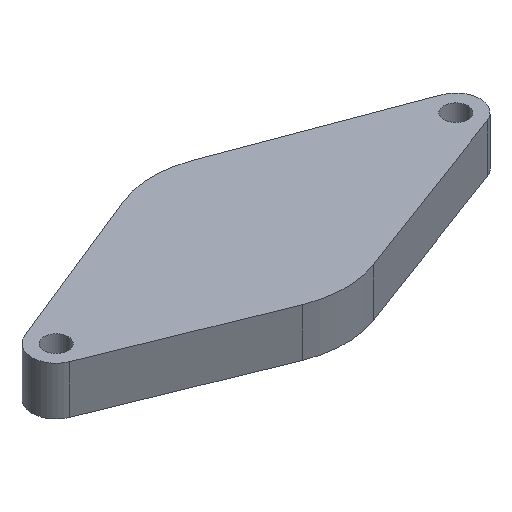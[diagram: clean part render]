
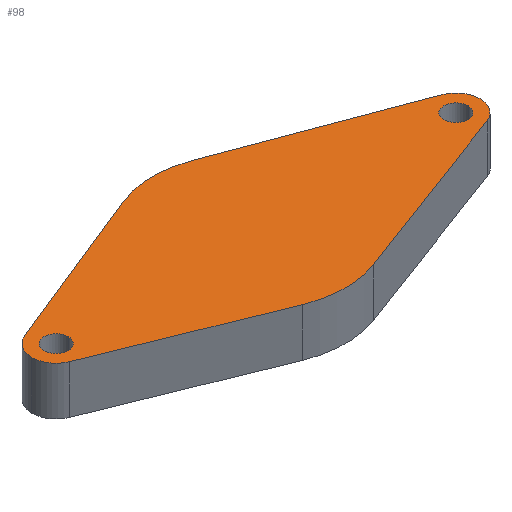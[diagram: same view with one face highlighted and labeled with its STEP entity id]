
A CAD part, isometric view. The second image highlights one B-rep face of the part: STEP entity #98.
In plain terms, the highlighted planar face has unit normal (0, 0, 1).
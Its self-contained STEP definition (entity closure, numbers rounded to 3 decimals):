
#3 = AXIS2_PLACEMENT_3D ( 'NONE', #443, #404, #45 ) ;
#4 = DIRECTION ( 'NONE',  ( -0.927, -0.375, 0. ) ) ;
#7 = CIRCLE ( 'NONE', #342, 5. ) ;
#11 = FACE_BOUND ( 'NONE', #362, .T. ) ;
#20 = AXIS2_PLACEMENT_3D ( 'NONE', #428, #261, #28 ) ;
#21 = CIRCLE ( 'NONE', #44, 5. ) ;
#25 = EDGE_LOOP ( 'NONE', ( #59, #429 ) ) ;
#26 = DIRECTION ( 'NONE',  ( 1., 0., 0. ) ) ;
#27 = EDGE_CURVE ( 'NONE', #36, #397, #7, .T. ) ;
#28 = DIRECTION ( 'NONE',  ( 1., 0., 0. ) ) ;
#32 = LINE ( 'NONE', #187, #315 ) ;
#36 = VERTEX_POINT ( 'NONE', #399 ) ;
#43 = CARTESIAN_POINT ( 'NONE',  ( -40., 0., 10. ) ) ;
#44 = AXIS2_PLACEMENT_3D ( 'NONE', #483, #248, #26 ) ;
#45 = DIRECTION ( 'NONE',  ( 1., 0., 0. ) ) ;
#50 = FACE_BOUND ( 'NONE', #25, .T. ) ;
#53 = CIRCLE ( 'NONE', #134, 2.5 ) ;
#56 = DIRECTION ( 'NONE',  ( 0., 0., 1. ) ) ;
#59 = ORIENTED_EDGE ( 'NONE', *, *, #186, .F. ) ;
#69 = EDGE_CURVE ( 'NONE', #152, #268, #337, .T. ) ;
#84 = AXIS2_PLACEMENT_3D ( 'NONE', #500, #348, #266 ) ;
#89 = CARTESIAN_POINT ( 'NONE',  ( -7.5, 18.54, 10. ) ) ;
#98 = ADVANCED_FACE ( 'NONE', ( #11, #293, #50 ), #124, .T. ) ;
#101 = CARTESIAN_POINT ( 'NONE',  ( -41.875, 4.635, 10. ) ) ;
#105 = VERTEX_POINT ( 'NONE', #121 ) ;
#115 = AXIS2_PLACEMENT_3D ( 'NONE', #333, #56, #290 ) ;
#118 = ORIENTED_EDGE ( 'NONE', *, *, #430, .T. ) ;
#121 = CARTESIAN_POINT ( 'NONE',  ( 6.998, 18.736, 10. ) ) ;
#124 = PLANE ( 'NONE',  #366 ) ;
#132 = CARTESIAN_POINT ( 'NONE',  ( 6.998, 18.736, 10. ) ) ;
#134 = AXIS2_PLACEMENT_3D ( 'NONE', #497, #489, #460 ) ;
#135 = VERTEX_POINT ( 'NONE', #363 ) ;
#139 = ORIENTED_EDGE ( 'NONE', *, *, #230, .F. ) ;
#141 = CARTESIAN_POINT ( 'NONE',  ( 44.62, -4.684, 10. ) ) ;
#152 = VERTEX_POINT ( 'NONE', #89 ) ;
#154 = ORIENTED_EDGE ( 'NONE', *, *, #474, .T. ) ;
#158 = EDGE_CURVE ( 'NONE', #224, #270, #447, .T. ) ;
#161 = DIRECTION ( 'NONE',  ( 0., 0., 1. ) ) ;
#166 = EDGE_CURVE ( 'NONE', #268, #36, #339, .T. ) ;
#167 = CIRCLE ( 'NONE', #115, 2.5 ) ;
#169 = CARTESIAN_POINT ( 'NONE',  ( 45.371, 0., 10. ) ) ;
#172 = LINE ( 'NONE', #132, #388 ) ;
#185 = ORIENTED_EDGE ( 'NONE', *, *, #402, .F. ) ;
#186 = EDGE_CURVE ( 'NONE', #135, #322, #466, .T. ) ;
#187 = CARTESIAN_POINT ( 'NONE',  ( -41.875, -4.635, 10. ) ) ;
#192 = VECTOR ( 'NONE', #286, 1000. ) ;
#200 = DIRECTION ( 'NONE',  ( 1., 0., 0. ) ) ;
#213 = CARTESIAN_POINT ( 'NONE',  ( -37.5, 0., 10. ) ) ;
#214 = EDGE_CURVE ( 'NONE', #270, #219, #21, .T. ) ;
#219 = VERTEX_POINT ( 'NONE', #452 ) ;
#224 = VERTEX_POINT ( 'NONE', #385 ) ;
#228 = DIRECTION ( 'NONE',  ( 0.927, -0.375, 0. ) ) ;
#230 = EDGE_CURVE ( 'NONE', #233, #501, #436, .T. ) ;
#233 = VERTEX_POINT ( 'NONE', #213 ) ;
#235 = ORIENTED_EDGE ( 'NONE', *, *, #166, .T. ) ;
#236 = DIRECTION ( 'NONE',  ( 0., 0., 1. ) ) ;
#248 = DIRECTION ( 'NONE',  ( 0., 0., 1. ) ) ;
#253 = DIRECTION ( 'NONE',  ( 1., 0., 0. ) ) ;
#254 = CARTESIAN_POINT ( 'NONE',  ( -41.875, -4.635, 10. ) ) ;
#258 = EDGE_CURVE ( 'NONE', #322, #135, #53, .T. ) ;
#261 = DIRECTION ( 'NONE',  ( 0., 0., 1. ) ) ;
#266 = DIRECTION ( 'NONE',  ( 1., 0., 0. ) ) ;
#268 = VERTEX_POINT ( 'NONE', #101 ) ;
#269 = CARTESIAN_POINT ( 'NONE',  ( -7.5, -18.54, 10. ) ) ;
#270 = VERTEX_POINT ( 'NONE', #141 ) ;
#274 = ORIENTED_EDGE ( 'NONE', *, *, #27, .T. ) ;
#280 = CARTESIAN_POINT ( 'NONE',  ( -40., 0., 10. ) ) ;
#283 = DIRECTION ( 'NONE',  ( 0., 0., 1. ) ) ;
#286 = DIRECTION ( 'NONE',  ( 0.937, 0.35, 0. ) ) ;
#290 = DIRECTION ( 'NONE',  ( 1., 0., 0. ) ) ;
#293 = FACE_OUTER_BOUND ( 'NONE', #508, .T. ) ;
#294 = DIRECTION ( 'NONE',  ( -0.937, 0.35, 0. ) ) ;
#306 = DIRECTION ( 'NONE',  ( 0., 0., 1. ) ) ;
#315 = VECTOR ( 'NONE', #228, 1000. ) ;
#319 = ORIENTED_EDGE ( 'NONE', *, *, #461, .T. ) ;
#322 = VERTEX_POINT ( 'NONE', #169 ) ;
#333 = CARTESIAN_POINT ( 'NONE',  ( -40., 0., 10. ) ) ;
#334 = CARTESIAN_POINT ( 'NONE',  ( 6.998, -18.736, 10. ) ) ;
#337 = LINE ( 'NONE', #401, #448 ) ;
#339 = CIRCLE ( 'NONE', #484, 5. ) ;
#342 = AXIS2_PLACEMENT_3D ( 'NONE', #43, #161, #200 ) ;
#348 = DIRECTION ( 'NONE',  ( 0., 0., 1. ) ) ;
#353 = CIRCLE ( 'NONE', #84, 20. ) ;
#361 = ORIENTED_EDGE ( 'NONE', *, *, #69, .T. ) ;
#362 = EDGE_LOOP ( 'NONE', ( #185, #139 ) ) ;
#363 = CARTESIAN_POINT ( 'NONE',  ( 40.371, 0., 10. ) ) ;
#366 = AXIS2_PLACEMENT_3D ( 'NONE', #438, #236, #476 ) ;
#380 = CIRCLE ( 'NONE', #20, 20. ) ;
#385 = CARTESIAN_POINT ( 'NONE',  ( 6.998, -18.736, 10. ) ) ;
#388 = VECTOR ( 'NONE', #294, 1000. ) ;
#390 = ORIENTED_EDGE ( 'NONE', *, *, #158, .T. ) ;
#397 = VERTEX_POINT ( 'NONE', #254 ) ;
#399 = CARTESIAN_POINT ( 'NONE',  ( -45., 0., 10. ) ) ;
#401 = CARTESIAN_POINT ( 'NONE',  ( -41.875, 4.635, 10. ) ) ;
#402 = EDGE_CURVE ( 'NONE', #501, #233, #167, .T. ) ;
#404 = DIRECTION ( 'NONE',  ( 0., 0., 1. ) ) ;
#411 = DIRECTION ( 'NONE',  ( 1., 0., 0. ) ) ;
#428 = CARTESIAN_POINT ( 'NONE',  ( 0., 0., 10. ) ) ;
#429 = ORIENTED_EDGE ( 'NONE', *, *, #258, .F. ) ;
#430 = EDGE_CURVE ( 'NONE', #219, #105, #172, .T. ) ;
#433 = ORIENTED_EDGE ( 'NONE', *, *, #509, .T. ) ;
#436 = CIRCLE ( 'NONE', #453, 2.5 ) ;
#438 = CARTESIAN_POINT ( 'NONE',  ( -40., 0., 10. ) ) ;
#443 = CARTESIAN_POINT ( 'NONE',  ( 42.871, 0., 10. ) ) ;
#447 = LINE ( 'NONE', #334, #192 ) ;
#448 = VECTOR ( 'NONE', #4, 1000. ) ;
#452 = CARTESIAN_POINT ( 'NONE',  ( 44.62, 4.684, 10. ) ) ;
#453 = AXIS2_PLACEMENT_3D ( 'NONE', #454, #306, #253 ) ;
#454 = CARTESIAN_POINT ( 'NONE',  ( -40., 0., 10. ) ) ;
#460 = DIRECTION ( 'NONE',  ( 1., 0., 0. ) ) ;
#461 = EDGE_CURVE ( 'NONE', #507, #224, #353, .T. ) ;
#462 = ORIENTED_EDGE ( 'NONE', *, *, #214, .T. ) ;
#463 = CARTESIAN_POINT ( 'NONE',  ( -42.5, 0., 10. ) ) ;
#466 = CIRCLE ( 'NONE', #3, 2.5 ) ;
#474 = EDGE_CURVE ( 'NONE', #397, #507, #32, .T. ) ;
#476 = DIRECTION ( 'NONE',  ( 1., 0., 0. ) ) ;
#483 = CARTESIAN_POINT ( 'NONE',  ( 42.871, 0., 10. ) ) ;
#484 = AXIS2_PLACEMENT_3D ( 'NONE', #280, #283, #411 ) ;
#489 = DIRECTION ( 'NONE',  ( 0., 0., 1. ) ) ;
#497 = CARTESIAN_POINT ( 'NONE',  ( 42.871, 0., 10. ) ) ;
#500 = CARTESIAN_POINT ( 'NONE',  ( 0., 0., 10. ) ) ;
#501 = VERTEX_POINT ( 'NONE', #463 ) ;
#507 = VERTEX_POINT ( 'NONE', #269 ) ;
#508 = EDGE_LOOP ( 'NONE', ( #235, #274, #154, #319, #390, #462, #118, #433, #361 ) ) ;
#509 = EDGE_CURVE ( 'NONE', #105, #152, #380, .T. ) ;
